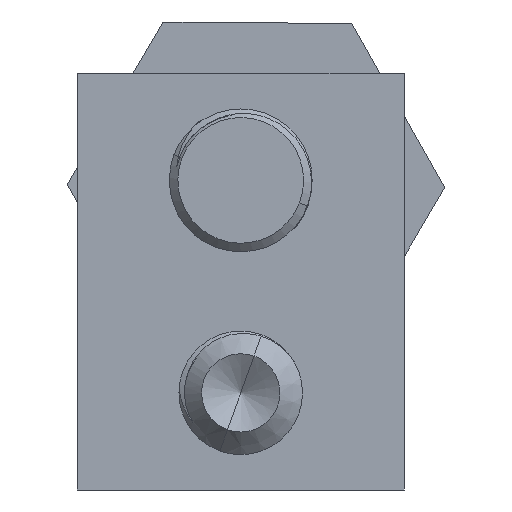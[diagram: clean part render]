
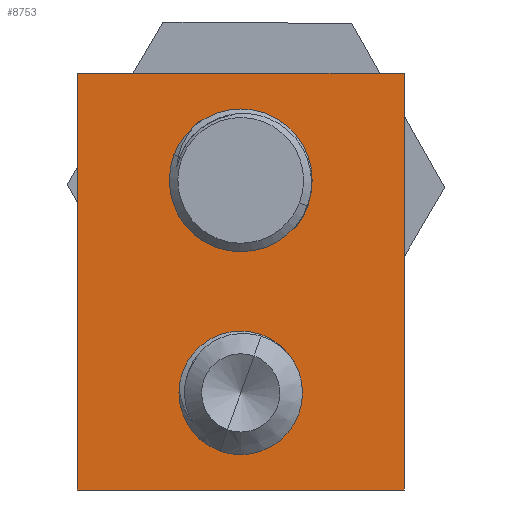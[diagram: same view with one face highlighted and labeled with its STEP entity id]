
A CAD part, front view. The second image highlights one B-rep face of the part: STEP entity #8753.
In plain terms, the highlighted planar face has unit normal (0, -1, 0).
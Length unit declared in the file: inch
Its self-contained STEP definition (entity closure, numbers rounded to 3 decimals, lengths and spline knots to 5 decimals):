
#38 = DIRECTION ( 'NONE',  ( 0., -1., 0. ) ) ;
#155 = ORIENTED_EDGE ( 'NONE', *, *, #392, .T. ) ;
#217 = VERTEX_POINT ( 'NONE', #8700 ) ;
#219 = CARTESIAN_POINT ( 'NONE',  ( 0.5, 0., -0.328 ) ) ;
#352 = VECTOR ( 'NONE', #7624, 39.37008 ) ;
#392 = EDGE_CURVE ( 'NONE', #9987, #3170, #2441, .T. ) ;
#447 = DIRECTION ( 'NONE',  ( 0., 1., 0. ) ) ;
#587 = DIRECTION ( 'NONE',  ( 0., 0., 1. ) ) ;
#710 = DIRECTION ( 'NONE',  ( 0., 0., 1. ) ) ;
#803 = FACE_BOUND ( 'NONE', #5715, .T. ) ;
#857 = CARTESIAN_POINT ( 'NONE',  ( 0., 0., -1.275 ) ) ;
#885 = ORIENTED_EDGE ( 'NONE', *, *, #7793, .T. ) ;
#894 = AXIS2_PLACEMENT_3D ( 'NONE', #857, #38, #6243 ) ;
#1215 = CARTESIAN_POINT ( 'NONE',  ( 0., 0., 0. ) ) ;
#1256 = DIRECTION ( 'NONE',  ( 0., 1., 0. ) ) ;
#1268 = EDGE_CURVE ( 'NONE', #3170, #9987, #2952, .T. ) ;
#1280 = EDGE_CURVE ( 'NONE', #217, #3314, #6049, .T. ) ;
#1309 = CARTESIAN_POINT ( 'NONE',  ( 0.5, 0., -0.789 ) ) ;
#1965 = DIRECTION ( 'NONE',  ( 0., 0., 1. ) ) ;
#2063 = CARTESIAN_POINT ( 'NONE',  ( 1., 0., -1.275 ) ) ;
#2123 = CARTESIAN_POINT ( 'NONE',  ( 0., 0., -1.275 ) ) ;
#2431 = VERTEX_POINT ( 'NONE', #5628 ) ;
#2441 = CIRCLE ( 'NONE', #6512, 0.189 ) ;
#2937 = CARTESIAN_POINT ( 'NONE',  ( 0.5, 0., -0.978 ) ) ;
#2952 = CIRCLE ( 'NONE', #5060, 0.189 ) ;
#3074 = EDGE_CURVE ( 'NONE', #3314, #3580, #9215, .T. ) ;
#3100 = ORIENTED_EDGE ( 'NONE', *, *, #3074, .T. ) ;
#3170 = VERTEX_POINT ( 'NONE', #1309 ) ;
#3314 = VERTEX_POINT ( 'NONE', #2063 ) ;
#3492 = DIRECTION ( 'NONE',  ( 0., 1., 0. ) ) ;
#3580 = VERTEX_POINT ( 'NONE', #4817 ) ;
#3594 = CARTESIAN_POINT ( 'NONE',  ( 0.5, 0., -0.328 ) ) ;
#3737 = CARTESIAN_POINT ( 'NONE',  ( 0., 0., -1.275 ) ) ;
#3795 = CIRCLE ( 'NONE', #7870, 0.2185 ) ;
#4817 = CARTESIAN_POINT ( 'NONE',  ( 1., 0., 0. ) ) ;
#4837 = ORIENTED_EDGE ( 'NONE', *, *, #7309, .F. ) ;
#4847 = ORIENTED_EDGE ( 'NONE', *, *, #1268, .T. ) ;
#4912 = EDGE_CURVE ( 'NONE', #9004, #3580, #8189, .T. ) ;
#4994 = VERTEX_POINT ( 'NONE', #6962 ) ;
#5060 = AXIS2_PLACEMENT_3D ( 'NONE', #7428, #447, #6103 ) ;
#5147 = DIRECTION ( 'NONE',  ( 0., 0., 1. ) ) ;
#5194 = ORIENTED_EDGE ( 'NONE', *, *, #4912, .F. ) ;
#5236 = ORIENTED_EDGE ( 'NONE', *, *, #6505, .T. ) ;
#5479 = FACE_OUTER_BOUND ( 'NONE', #5507, .T. ) ;
#5507 = EDGE_LOOP ( 'NONE', ( #5194, #4837, #6002, #3100 ) ) ;
#5628 = CARTESIAN_POINT ( 'NONE',  ( 0.5, 0., -0.1095 ) ) ;
#5715 = EDGE_LOOP ( 'NONE', ( #4847, #155 ) ) ;
#5872 = LINE ( 'NONE', #3737, #8834 ) ;
#6002 = ORIENTED_EDGE ( 'NONE', *, *, #1280, .T. ) ;
#6049 = LINE ( 'NONE', #2123, #352 ) ;
#6054 = VECTOR ( 'NONE', #710, 39.37008 ) ;
#6103 = DIRECTION ( 'NONE',  ( 0., 0., 1. ) ) ;
#6164 = CARTESIAN_POINT ( 'NONE',  ( 0.5, 0., -1.167 ) ) ;
#6239 = AXIS2_PLACEMENT_3D ( 'NONE', #219, #8257, #5147 ) ;
#6243 = DIRECTION ( 'NONE',  ( 0., 0., -1. ) ) ;
#6505 = EDGE_CURVE ( 'NONE', #4994, #2431, #3795, .T. ) ;
#6512 = AXIS2_PLACEMENT_3D ( 'NONE', #2937, #3492, #1965 ) ;
#6660 = DIRECTION ( 'NONE',  ( 1., 0., 0. ) ) ;
#6723 = VECTOR ( 'NONE', #6660, 39.37008 ) ;
#6962 = CARTESIAN_POINT ( 'NONE',  ( 0.5, 0., -0.5465 ) ) ;
#7309 = EDGE_CURVE ( 'NONE', #217, #9004, #5872, .T. ) ;
#7428 = CARTESIAN_POINT ( 'NONE',  ( 0.5, 0., -0.978 ) ) ;
#7624 = DIRECTION ( 'NONE',  ( 1., 0., 0. ) ) ;
#7730 = FACE_BOUND ( 'NONE', #9734, .T. ) ;
#7793 = EDGE_CURVE ( 'NONE', #2431, #4994, #9655, .T. ) ;
#7870 = AXIS2_PLACEMENT_3D ( 'NONE', #3594, #1256, #9154 ) ;
#8189 = LINE ( 'NONE', #1215, #6723 ) ;
#8257 = DIRECTION ( 'NONE',  ( 0., 1., 0. ) ) ;
#8347 = CARTESIAN_POINT ( 'NONE',  ( 1., 0., -1.275 ) ) ;
#8591 = PLANE ( 'NONE',  #894 ) ;
#8700 = CARTESIAN_POINT ( 'NONE',  ( 0., 0., -1.275 ) ) ;
#8753 = ADVANCED_FACE ( 'NONE', ( #803, #7730, #5479 ), #8591, .T. ) ;
#8834 = VECTOR ( 'NONE', #587, 39.37008 ) ;
#9004 = VERTEX_POINT ( 'NONE', #9550 ) ;
#9154 = DIRECTION ( 'NONE',  ( 0., 0., 1. ) ) ;
#9215 = LINE ( 'NONE', #8347, #6054 ) ;
#9550 = CARTESIAN_POINT ( 'NONE',  ( 0., 0., 0. ) ) ;
#9655 = CIRCLE ( 'NONE', #6239, 0.2185 ) ;
#9734 = EDGE_LOOP ( 'NONE', ( #885, #5236 ) ) ;
#9987 = VERTEX_POINT ( 'NONE', #6164 ) ;
